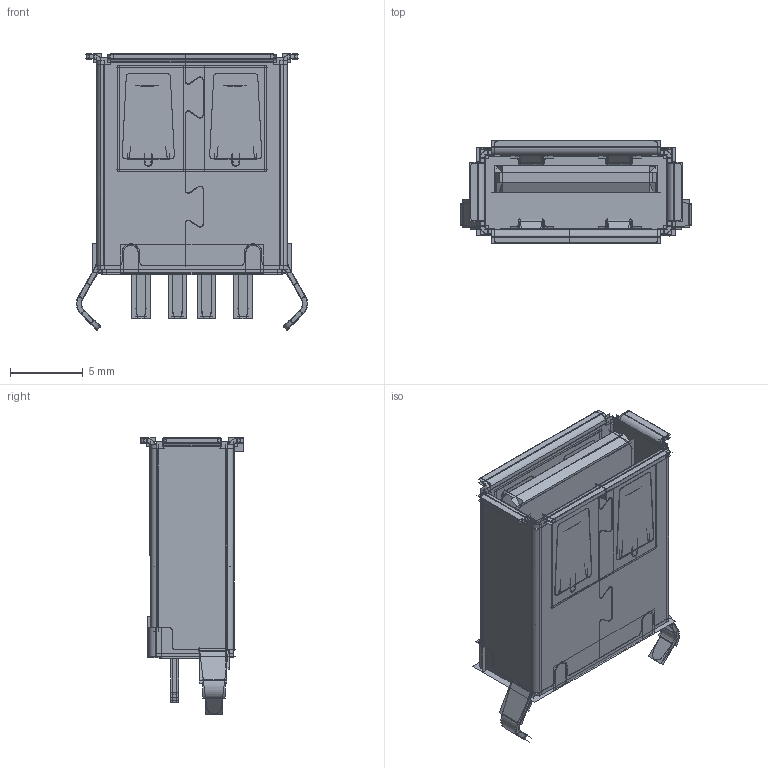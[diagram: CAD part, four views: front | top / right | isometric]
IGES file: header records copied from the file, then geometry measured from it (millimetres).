
Start section:  PTC IGES file: usbaf180dip_15_tujin_131121.igs
Global section: file name: usbaf180dip_15_tujin_131121.igs; native system: Pro/ENGINEER by Parametric Technology Corporation; preprocessor: 2009280; author: Administrator; organization: Unknown; date: 20131121.120032; units: millimetre
Bounding box: 15.86 x 7.06 x 18.95 mm (x, y, z)
Volume: 691.3 mm3; surface area: 9316.2 mm2
Topology: 10 solids, 10 shells, 1274 faces, 6240 edges, 7700 vertices
Faces by surface type: bspline 814, revolution 460
